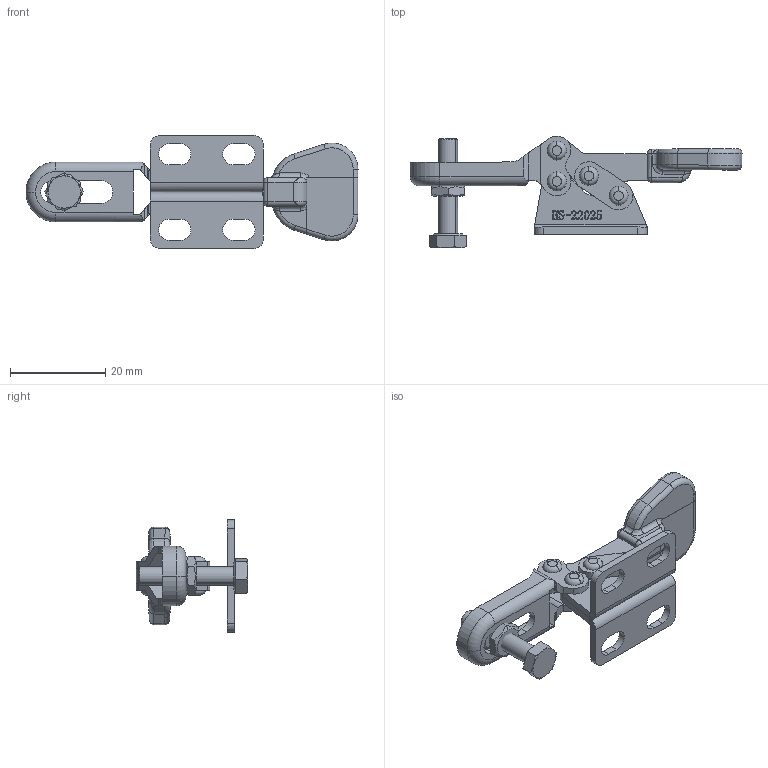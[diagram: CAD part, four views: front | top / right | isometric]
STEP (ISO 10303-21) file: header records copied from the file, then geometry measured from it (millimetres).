
FILE_DESCRIPTION (( 'STEP AP203' ), '1' );
FILE_NAME ('HS-22025 .STEP', '2019-09-25T06:29:06', ( '微软用户' ), ( '微软中国' ), 'SwSTEP 2.0', 'SolidWorks 2012', '' );
FILE_SCHEMA (( 'CONFIG_CONTROL_DESIGN' ));
Length unit declared in the file: millimetre
Products named in the file (9): HS-22025 ; 忒參1; hexagon head bolts-full thread gb_GB_FASTENER_BOLT_STBAB A M4X20-N; hex thin nuts-grades ab-chamfered gb_GB_FASTENER_NUT_STNAB M4-N; 揤參; 种; 蟀裝; 楊擘菁釱酘; 楊擘菁釱衵
Assembly tree (13 placements, depth 2):
  HS-22025 
    楊擘菁釱衵
    楊擘菁釱酘
    蟀裝  x2
    种  x4
    揤參
    hex thin nuts-grades ab-chamfered gb_GB_FASTENER_NUT_STNAB M4-N  x2
    hexagon head bolts-full thread gb_GB_FASTENER_BOLT_STBAB A M4X20-N
    忒參1
Bounding box: 69.85 x 23.43 x 23.8 mm (x, y, z)
Volume: 4801.2 mm3; surface area: 6310.8 mm2
Topology: 13 solids, 13 shells, 674 faces, 1764 edges, 1146 vertices
Faces by surface type: plane 316, bspline 162, cylinder 141, cone 26, torus 25, sphere 4
Entity records: 27945 total; most frequent: CARTESIAN_POINT 12553, ORIENTED_EDGE 3278, DIRECTION 2433, EDGE_CURVE 1639, VERTEX_POINT 1067, VECTOR 991, LINE 991, AXIS2_PLACEMENT_3D 721
